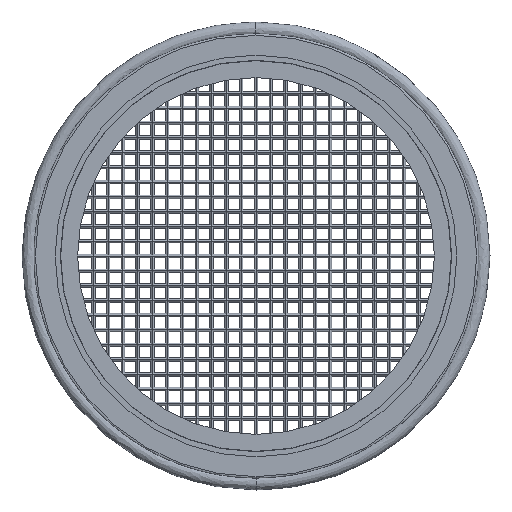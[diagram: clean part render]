
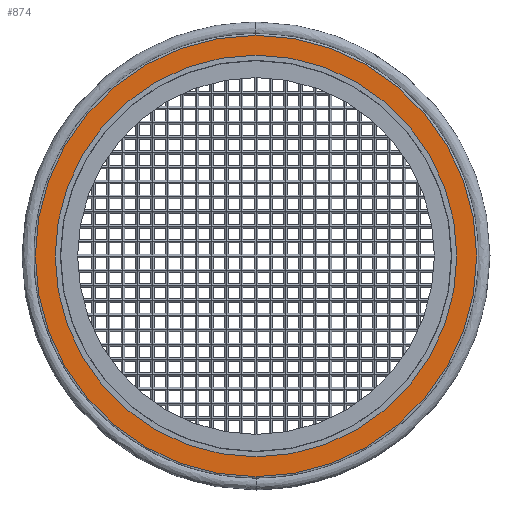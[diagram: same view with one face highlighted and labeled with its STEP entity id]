
A CAD part, left-side view. The second image highlights one B-rep face of the part: STEP entity #874.
In plain terms, the highlighted planar face has unit normal (-1, 0, 0).
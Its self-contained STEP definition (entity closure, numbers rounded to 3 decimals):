
#874=ADVANCED_FACE('',(#982,#983),#981,.F.);
#981=PLANE('',#1746);
#982=FACE_OUTER_BOUND('',#1747,.T.);
#983=FACE_BOUND('',#1748,.T.);
#1743=CARTESIAN_POINT('',(-1.95,-76.424,48.35));
#1744=DIRECTION('',(1.,0.,0.));
#1745=DIRECTION('',(0.,0.,-1.));
#1746=AXIS2_PLACEMENT_3D('',#1743,#1744,#1745);
#1747=EDGE_LOOP('',(#2319,#2320));
#1748=EDGE_LOOP('',(#2321,#2322));
#2319=ORIENTED_EDGE('',*,*,#2583,.T.);
#2320=ORIENTED_EDGE('',*,*,#2584,.T.);
#2321=ORIENTED_EDGE('',*,*,#2585,.F.);
#2322=ORIENTED_EDGE('',*,*,#2586,.F.);
#2583=EDGE_CURVE('',#2787,#2788,#2789,.T.);
#2584=EDGE_CURVE('',#2788,#2787,#2795,.T.);
#2585=EDGE_CURVE('',#2801,#2802,#2803,.T.);
#2586=EDGE_CURVE('',#2802,#2801,#2809,.T.);
#2787=VERTEX_POINT('',#3639);
#2788=VERTEX_POINT('',#3640);
#2789=CIRCLE('',#3644,38.35);
#2795=CIRCLE('',#3648,38.35);
#2801=VERTEX_POINT('',#3649);
#2802=VERTEX_POINT('',#3650);
#2803=CIRCLE('',#3654,34.9);
#2809=CIRCLE('',#3658,34.9);
#3639=CARTESIAN_POINT('',(-1.95,0.,38.35));
#3640=CARTESIAN_POINT('',(-1.95,0.,-38.35));
#3641=CARTESIAN_POINT('',(-1.95,0.,0.));
#3642=DIRECTION('',(-1.,0.,0.));
#3643=DIRECTION('',(0.,0.,1.));
#3644=AXIS2_PLACEMENT_3D('',#3641,#3642,#3643);
#3645=CARTESIAN_POINT('',(-1.95,0.,0.));
#3646=DIRECTION('',(-1.,0.,0.));
#3647=DIRECTION('',(0.,0.,1.));
#3648=AXIS2_PLACEMENT_3D('',#3645,#3646,#3647);
#3649=CARTESIAN_POINT('',(-1.95,0.,-34.9));
#3650=CARTESIAN_POINT('',(-1.95,0.,34.9));
#3651=CARTESIAN_POINT('',(-1.95,0.,0.));
#3652=DIRECTION('',(-1.,0.,0.));
#3653=DIRECTION('',(0.,0.,1.));
#3654=AXIS2_PLACEMENT_3D('',#3651,#3652,#3653);
#3655=CARTESIAN_POINT('',(-1.95,0.,0.));
#3656=DIRECTION('',(-1.,0.,0.));
#3657=DIRECTION('',(0.,0.,1.));
#3658=AXIS2_PLACEMENT_3D('',#3655,#3656,#3657);
